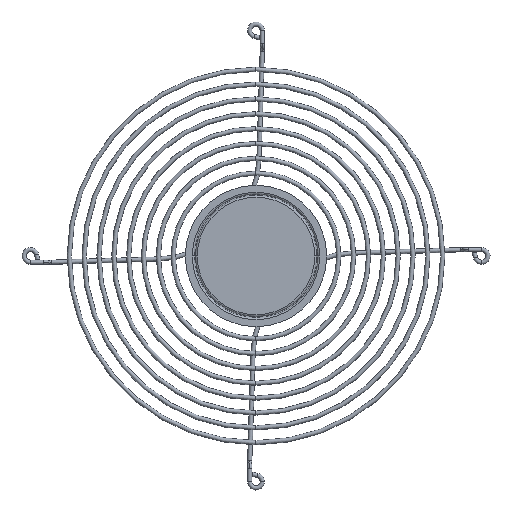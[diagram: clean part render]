
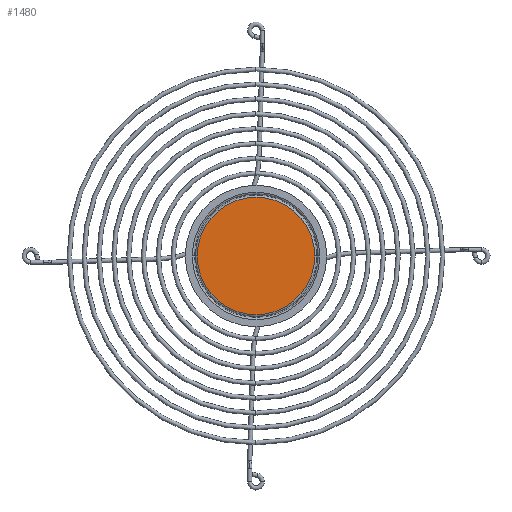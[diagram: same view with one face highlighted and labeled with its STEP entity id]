
A CAD part, front view. The second image highlights one B-rep face of the part: STEP entity #1480.
In plain terms, the highlighted planar face has unit normal (0, -1, 0).
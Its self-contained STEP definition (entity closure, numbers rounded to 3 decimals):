
#203 = CARTESIAN_POINT ( 'NONE',  ( 0., -3.45, 0. ) ) ;
#450 = FACE_OUTER_BOUND ( 'NONE', #1308, .T. ) ;
#480 = DIRECTION ( 'NONE',  ( 0., 1., 0. ) ) ;
#557 = AXIS2_PLACEMENT_3D ( 'NONE', #203, #480, #1332 ) ;
#724 = EDGE_CURVE ( 'NONE', #3108, #1520, #1182, .T. ) ;
#883 = CIRCLE ( 'NONE', #557, 32.058 ) ;
#893 = CARTESIAN_POINT ( 'NONE',  ( 0., -3.45, 0. ) ) ;
#1029 = AXIS2_PLACEMENT_3D ( 'NONE', #893, #1442, #1989 ) ;
#1182 = CIRCLE ( 'NONE', #1029, 32.058 ) ;
#1298 = ORIENTED_EDGE ( 'NONE', *, *, #724, .F. ) ;
#1308 = EDGE_LOOP ( 'NONE', ( #1298, #3381 ) ) ;
#1332 = DIRECTION ( 'NONE',  ( -1., 0., 0. ) ) ;
#1442 = DIRECTION ( 'NONE',  ( 0., 1., 0. ) ) ;
#1480 = ADVANCED_FACE ( 'NONE', ( #450 ), #2045, .F. ) ;
#1500 = AXIS2_PLACEMENT_3D ( 'NONE', #2926, #1600, #2911 ) ;
#1520 = VERTEX_POINT ( 'NONE', #1863 ) ;
#1600 = DIRECTION ( 'NONE',  ( 0., 1., 0. ) ) ;
#1863 = CARTESIAN_POINT ( 'NONE',  ( 32.058, -3.45, 0. ) ) ;
#1989 = DIRECTION ( 'NONE',  ( -1., 0., 0. ) ) ;
#2045 = PLANE ( 'NONE',  #1500 ) ;
#2911 = DIRECTION ( 'NONE',  ( 1., 0., 0. ) ) ;
#2926 = CARTESIAN_POINT ( 'NONE',  ( 0., -3.45, 0. ) ) ;
#3058 = EDGE_CURVE ( 'NONE', #1520, #3108, #883, .T. ) ;
#3108 = VERTEX_POINT ( 'NONE', #3128 ) ;
#3128 = CARTESIAN_POINT ( 'NONE',  ( -32.058, -3.45, 0. ) ) ;
#3381 = ORIENTED_EDGE ( 'NONE', *, *, #3058, .F. ) ;
